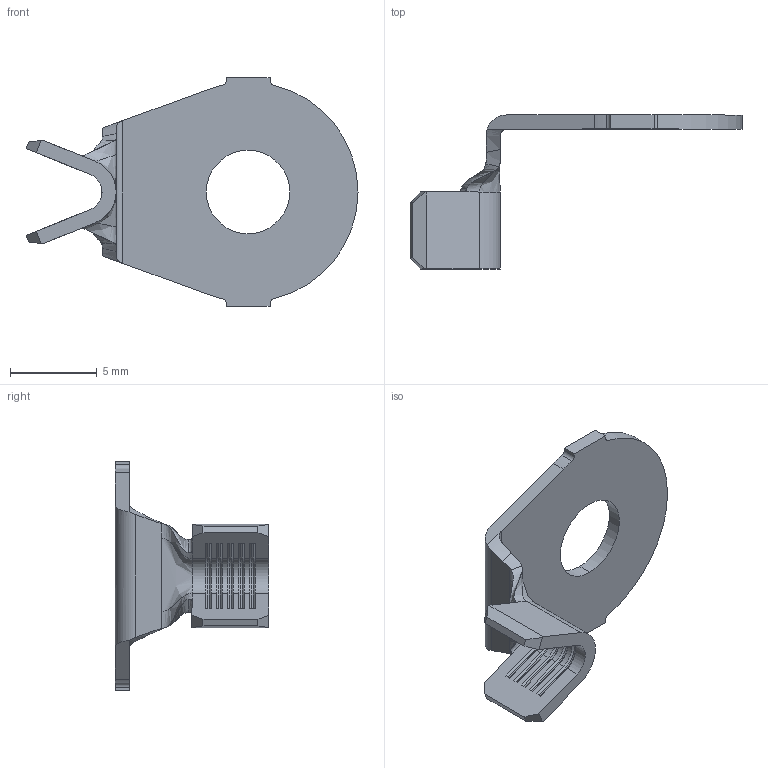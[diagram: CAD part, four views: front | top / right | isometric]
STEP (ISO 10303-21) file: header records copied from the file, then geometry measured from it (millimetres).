
FILE_DESCRIPTION (( 'STEP AP203' ), '1' );
FILE_NAME ('02937.STEP', '2015-02-09T18:07:37', ( '' ), ( '' ), 'SwSTEP 2.0', 'SolidWorks 2014', '' );
FILE_SCHEMA (( 'CONFIG_CONTROL_DESIGN' ));
Length unit declared in the file: inch
Products named in the file (1): 02937
Bounding box: 19.18 x 8.89 x 13.21 mm (x, y, z)
Volume: 163.8 mm3; surface area: 485.3 mm2
Topology: 1 solids, 1 shells, 177 faces, 454 edges, 286 vertices
Faces by surface type: plane 109, bspline 33, cylinder 25, cone 10
Entity records: 7264 total; most frequent: CARTESIAN_POINT 3131, ORIENTED_EDGE 908, DIRECTION 710, EDGE_CURVE 454, VECTOR 332, LINE 332, VERTEX_POINT 286, AXIS2_PLACEMENT_3D 189
